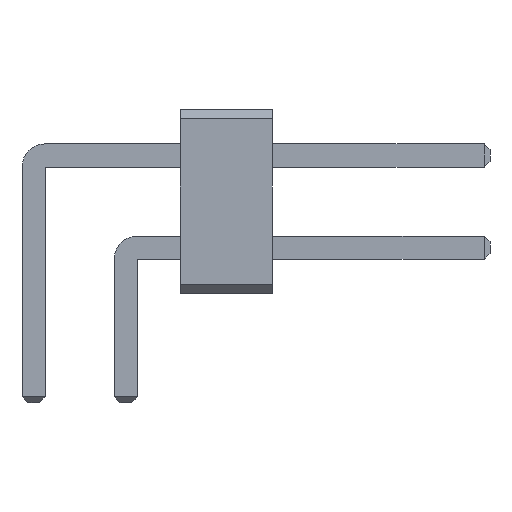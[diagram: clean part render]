
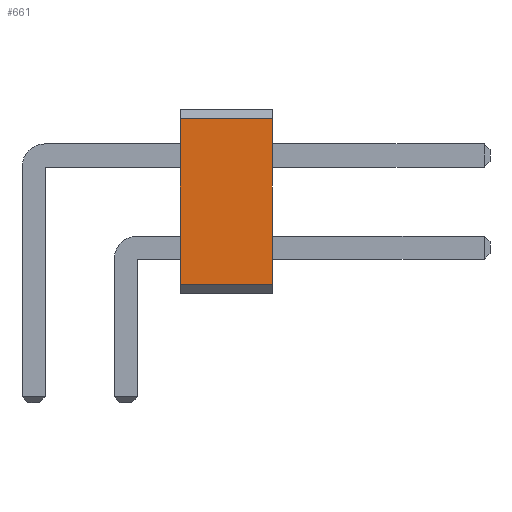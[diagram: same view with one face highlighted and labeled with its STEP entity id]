
A CAD part, front view. The second image highlights one B-rep face of the part: STEP entity #661.
In plain terms, the highlighted planar face has unit normal (0, -1, 0).
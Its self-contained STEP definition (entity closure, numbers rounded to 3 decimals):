
#13=DIRECTION('',(0.,0.,1.));
#27=VECTOR('',#28,1.);
#28=DIRECTION('',(1.,0.,0.));
#57=DIRECTION('',(0.,-1.,0.));
#648=VERTEX_POINT('',#649);
#649=CARTESIAN_POINT('',(6.58,-26.67,0.254));
#652=EDGE_CURVE('',#653,#648,#655,.T.);
#653=VERTEX_POINT('',#654);
#654=CARTESIAN_POINT('',(4.04,-26.67,0.254));
#655=LINE('',#654,#27);
#661=ADVANCED_FACE('',(#662),#679,.T.);
#662=FACE_BOUND('',#663,.T.);
#663=EDGE_LOOP('',(#664,#665,#671,#676));
#664=ORIENTED_EDGE('',*,*,#652,.T.);
#665=ORIENTED_EDGE('',*,*,#666,.T.);
#666=EDGE_CURVE('',#648,#667,#669,.T.);
#667=VERTEX_POINT('',#668);
#668=CARTESIAN_POINT('',(6.58,-26.67,4.826));
#669=LINE('',#649,#670);
#670=VECTOR('',#13,1.);
#671=ORIENTED_EDGE('',*,*,#672,.F.);
#672=EDGE_CURVE('',#673,#667,#675,.T.);
#673=VERTEX_POINT('',#674);
#674=CARTESIAN_POINT('',(4.04,-26.67,4.826));
#675=LINE('',#674,#27);
#676=ORIENTED_EDGE('',*,*,#677,.F.);
#677=EDGE_CURVE('',#653,#673,#678,.T.);
#678=LINE('',#654,#670);
#679=PLANE('',#680);
#680=AXIS2_PLACEMENT_3D('',#654,#57,#13);
